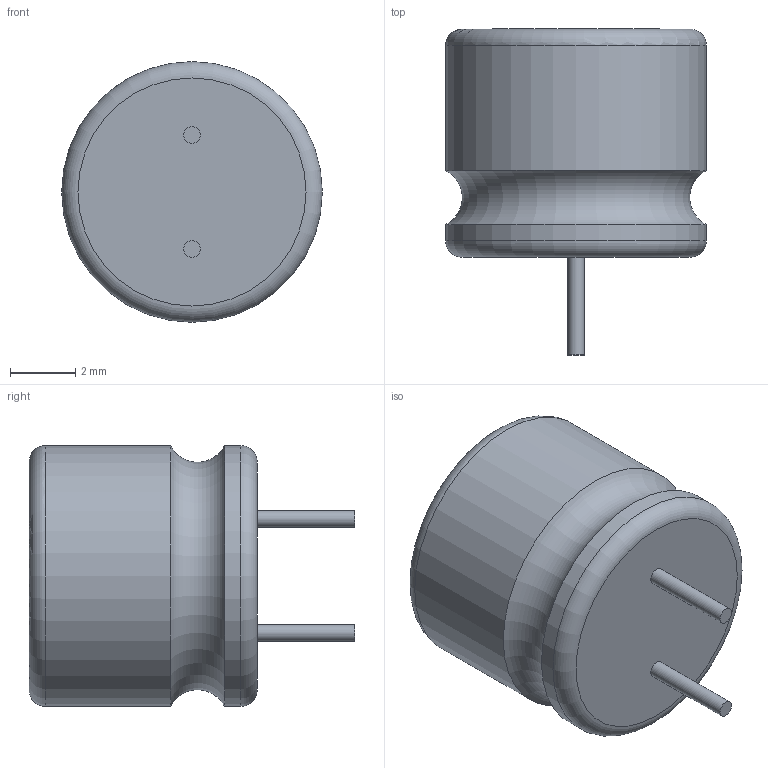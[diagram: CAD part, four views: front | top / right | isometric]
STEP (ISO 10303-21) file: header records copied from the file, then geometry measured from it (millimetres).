
FILE_DESCRIPTION(('STEP AP203'), '1');
FILE_NAME('Ê50-35 ÌÈÍÈ (mini) 25Â 100ìêô', '2023-01-25T11:30:57', ('ava'), (''), 'ASCON STEP Converter 1.3', 'ASCON Math Kernel', '');
FILE_SCHEMA(('CONFIG_CONTROL_DESIGN'));
Length unit declared in the file: millimetre
Products named in the file (1): 211
Bounding box: 8 x 10 x 8 mm (x, y, z)
Volume: 336 mm3; surface area: 280.5 mm2
Topology: 1 solids, 1 shells, 14 faces, 24 edges, 14 vertices
Faces by surface type: plane 6, cylinder 5, torus 3
Full cylindrical faces by diameter (mm): 0.5 x2, 8 x2
Entity records: 394 total; most frequent: DIRECTION 60, CARTESIAN_POINT 46, ORIENTED_EDGE 34, AXIS2_PLACEMENT_3D 28, EDGE_LOOP 23, EDGE_CURVE 17, ADVANCED_FACE 14, VERTEX_POINT 14
